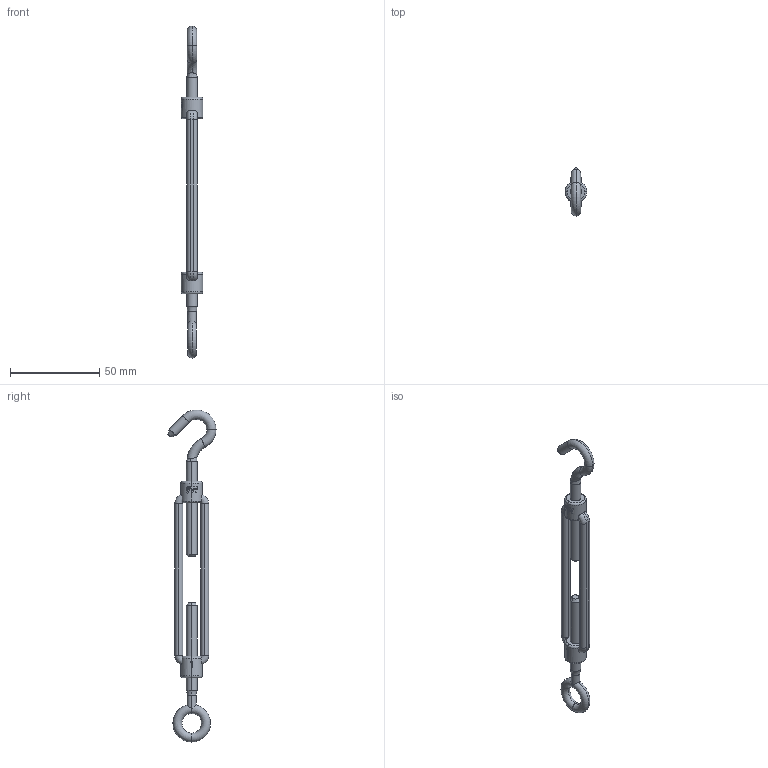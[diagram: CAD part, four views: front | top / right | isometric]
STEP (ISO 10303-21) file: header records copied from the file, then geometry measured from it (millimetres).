
FILE_DESCRIPTION (( 'STEP AP203' ), '1' );
FILE_NAME ('100043006.STEP', '2018-06-14T09:52:50', ( '' ), ( '' ), 'SwSTEP 2.0', 'SolidWorks 2015', '' );
FILE_SCHEMA (( 'CONFIG_CONTROL_DESIGN' ));
Length unit declared in the file: millimetre
Products named in the file (4): 10004300X Teil3_100043006 Teil3; 10004300X Teil2_100043006 Teil2; 10004300X Teil1_100043006 Teil1; 100043006
Assembly tree (3 placements, depth 2):
  100043006
    10004300X Teil1_100043006 Teil1
    10004300X Teil2_100043006 Teil2
    10004300X Teil3_100043006 Teil3
Bounding box: 12 x 26.94 x 185.98 mm (x, y, z)
Volume: 11561 mm3; surface area: 8400.7 mm2
Topology: 3 solids, 3 shells, 121 faces, 300 edges, 183 vertices
Faces by surface type: cylinder 34, torus 30, plane 22, bspline 21, cone 14
Entity records: 5698 total; most frequent: CARTESIAN_POINT 2557, ORIENTED_EDGE 600, DIRECTION 550, EDGE_CURVE 300, AXIS2_PLACEMENT_3D 242, VERTEX_POINT 183, CIRCLE 136, EDGE_LOOP 127
